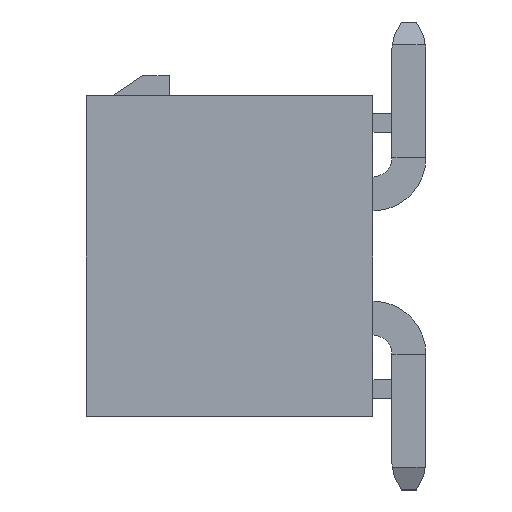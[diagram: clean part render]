
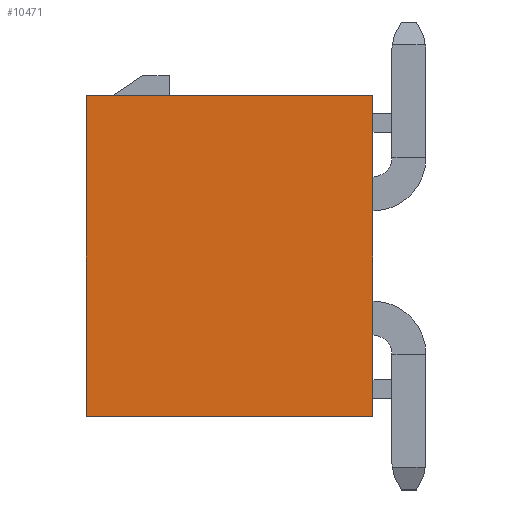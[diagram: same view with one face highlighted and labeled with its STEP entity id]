
A CAD part, left-side view. The second image highlights one B-rep face of the part: STEP entity #10471.
In plain terms, the highlighted planar face has unit normal (-1, 0, 0).
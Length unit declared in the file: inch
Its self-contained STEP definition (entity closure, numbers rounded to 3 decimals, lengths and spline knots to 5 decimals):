
#6177 = DIRECTION ( 'NONE',  ( 0., 0., 1. ) ) ;
#6178 = VECTOR ( 'NONE', #6177, 39.37008 ) ;
#6179 = CARTESIAN_POINT ( 'NONE',  ( -0.27375, -0.19, -0.189 ) ) ;
#6180 = LINE ( 'NONE', #6179, #6178 ) ;
#6182 = CARTESIAN_POINT ( 'NONE',  ( -0.27375, -0.19, -0.212 ) ) ;
#6352 = CARTESIAN_POINT ( 'NONE',  ( -0.27375, -0.19, 0.212 ) ) ;
#7077 = LINE ( 'NONE', #7138, #7137 ) ;
#7136 = DIRECTION ( 'NONE',  ( 0., 1., 0. ) ) ;
#7137 = VECTOR ( 'NONE', #7136, 39.37008 ) ;
#7138 = CARTESIAN_POINT ( 'NONE',  ( -0.27375, -0.19, 0.212 ) ) ;
#7189 = DIRECTION ( 'NONE',  ( 0., 1., 0. ) ) ;
#7190 = VECTOR ( 'NONE', #7189, 39.37008 ) ;
#7191 = CARTESIAN_POINT ( 'NONE',  ( -0.27375, -0.19, -0.212 ) ) ;
#7192 = LINE ( 'NONE', #7191, #7190 ) ;
#7315 = DIRECTION ( 'NONE',  ( 0., 0., -1. ) ) ;
#7316 = DIRECTION ( 'NONE',  ( 1., 0., 0. ) ) ;
#7317 = CARTESIAN_POINT ( 'NONE',  ( -0.27375, 0.19, -0.189 ) ) ;
#7318 = AXIS2_PLACEMENT_3D ( 'NONE', #7317, #7316, #7315 ) ;
#7319 = PLANE ( 'NONE',  #7318 ) ;
#7320 = FACE_OUTER_BOUND ( 'NONE', #10413, .T. ) ;
#7495 = CARTESIAN_POINT ( 'NONE',  ( -0.27375, 0.19, 0.212 ) ) ;
#7571 = DIRECTION ( 'NONE',  ( 0., 0., 1. ) ) ;
#7572 = VECTOR ( 'NONE', #7571, 39.37008 ) ;
#7573 = CARTESIAN_POINT ( 'NONE',  ( -0.27375, 0.19, -0.189 ) ) ;
#7574 = LINE ( 'NONE', #7573, #7572 ) ;
#7775 = CARTESIAN_POINT ( 'NONE',  ( -0.27375, 0.19, -0.212 ) ) ;
#9820 = VERTEX_POINT ( 'NONE', #6182 ) ;
#9821 = EDGE_CURVE ( 'NONE', #9820, #9824, #6180, .T. ) ;
#9824 = VERTEX_POINT ( 'NONE', #6352 ) ;
#10290 = EDGE_CURVE ( 'NONE', #9824, #10607, #7077, .T. ) ;
#10385 = ORIENTED_EDGE ( 'NONE', *, *, #10585, .F. ) ;
#10386 = ORIENTED_EDGE ( 'NONE', *, *, #10396, .F. ) ;
#10396 = EDGE_CURVE ( 'NONE', #9820, #10698, #7192, .T. ) ;
#10397 = ORIENTED_EDGE ( 'NONE', *, *, #9821, .T. ) ;
#10413 = EDGE_LOOP ( 'NONE', ( #10466, #10385, #10386, #10397 ) ) ;
#10466 = ORIENTED_EDGE ( 'NONE', *, *, #10290, .T. ) ;
#10471 = ADVANCED_FACE ( 'NONE', ( #7320 ), #7319, .F. ) ;
#10585 = EDGE_CURVE ( 'NONE', #10698, #10607, #7574, .T. ) ;
#10607 = VERTEX_POINT ( 'NONE', #7495 ) ;
#10698 = VERTEX_POINT ( 'NONE', #7775 ) ;
